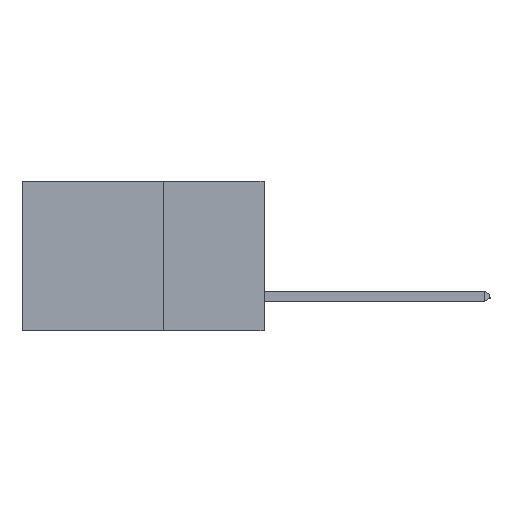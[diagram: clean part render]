
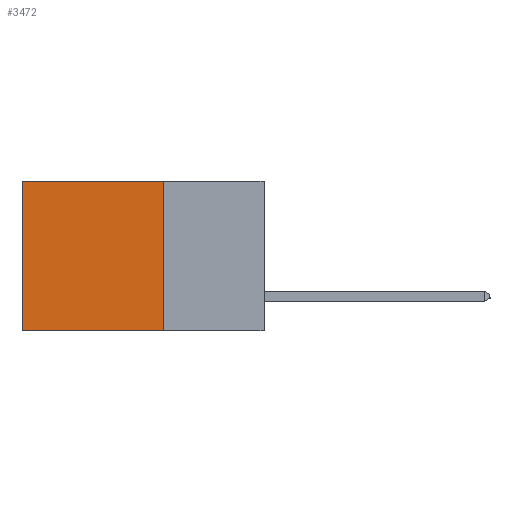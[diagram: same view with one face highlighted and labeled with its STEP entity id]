
A CAD part, left-side view. The second image highlights one B-rep face of the part: STEP entity #3472.
In plain terms, the highlighted planar face has unit normal (-1, 0, 0).
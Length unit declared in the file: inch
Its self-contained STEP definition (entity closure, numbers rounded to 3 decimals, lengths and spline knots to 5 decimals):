
#1204 = AXIS2_PLACEMENT_3D ( 'NONE', #11717, #22020, #22024 ) ;
#1261 = ORIENTED_EDGE ( 'NONE', *, *, #23009, .F. ) ;
#1271 = DIRECTION ( 'NONE',  ( 0., 1., 0. ) ) ;
#1371 = CARTESIAN_POINT ( 'NONE',  ( 0.298, 0.25, 0. ) ) ;
#3472 = ADVANCED_FACE ( 'NONE', ( #30220 ), #19192, .F. ) ;
#5844 = VERTEX_POINT ( 'NONE', #13328 ) ;
#6366 = DIRECTION ( 'NONE',  ( 0., 1., 0. ) ) ;
#7414 = DIRECTION ( 'NONE',  ( 0., 0., -1. ) ) ;
#10662 = CARTESIAN_POINT ( 'NONE',  ( 0.298, 0.6, -0.37 ) ) ;
#10668 = CARTESIAN_POINT ( 'NONE',  ( 0.298, 0.25, 0. ) ) ;
#10755 = LINE ( 'NONE', #1371, #22724 ) ;
#11717 = CARTESIAN_POINT ( 'NONE',  ( 0.298, 0.25, 0. ) ) ;
#12951 = LINE ( 'NONE', #13718, #13695 ) ;
#13083 = VECTOR ( 'NONE', #7414, 39.37008 ) ;
#13328 = CARTESIAN_POINT ( 'NONE',  ( 0.298, 0.6, 0. ) ) ;
#13695 = VECTOR ( 'NONE', #6366, 39.37008 ) ;
#13718 = CARTESIAN_POINT ( 'NONE',  ( 0.298, 0.25, -0.37 ) ) ;
#16063 = EDGE_CURVE ( 'NONE', #26510, #5844, #10755, .T. ) ;
#16476 = ORIENTED_EDGE ( 'NONE', *, *, #29784, .F. ) ;
#17037 = CARTESIAN_POINT ( 'NONE',  ( 0.298, 0.6, 0. ) ) ;
#19192 = PLANE ( 'NONE',  #1204 ) ;
#19395 = LINE ( 'NONE', #17037, #13083 ) ;
#20308 = CARTESIAN_POINT ( 'NONE',  ( 0.298, 0.25, -0.37 ) ) ;
#21689 = ORIENTED_EDGE ( 'NONE', *, *, #16063, .T. ) ;
#22020 = DIRECTION ( 'NONE',  ( 1., 0., 0. ) ) ;
#22024 = DIRECTION ( 'NONE',  ( 0., 0., -1. ) ) ;
#22724 = VECTOR ( 'NONE', #1271, 39.37008 ) ;
#23009 = EDGE_CURVE ( 'NONE', #29178, #25247, #12951, .T. ) ;
#23330 = EDGE_LOOP ( 'NONE', ( #23693, #1261, #16476, #21689 ) ) ;
#23693 = ORIENTED_EDGE ( 'NONE', *, *, #28372, .T. ) ;
#24943 = DIRECTION ( 'NONE',  ( 0., 0., -1. ) ) ;
#25088 = CARTESIAN_POINT ( 'NONE',  ( 0.298, 0.25, 0. ) ) ;
#25247 = VERTEX_POINT ( 'NONE', #10662 ) ;
#26510 = VERTEX_POINT ( 'NONE', #25088 ) ;
#26751 = VECTOR ( 'NONE', #24943, 39.37008 ) ;
#27532 = LINE ( 'NONE', #10668, #26751 ) ;
#28372 = EDGE_CURVE ( 'NONE', #5844, #25247, #19395, .T. ) ;
#29178 = VERTEX_POINT ( 'NONE', #20308 ) ;
#29784 = EDGE_CURVE ( 'NONE', #26510, #29178, #27532, .T. ) ;
#30220 = FACE_OUTER_BOUND ( 'NONE', #23330, .T. ) ;
